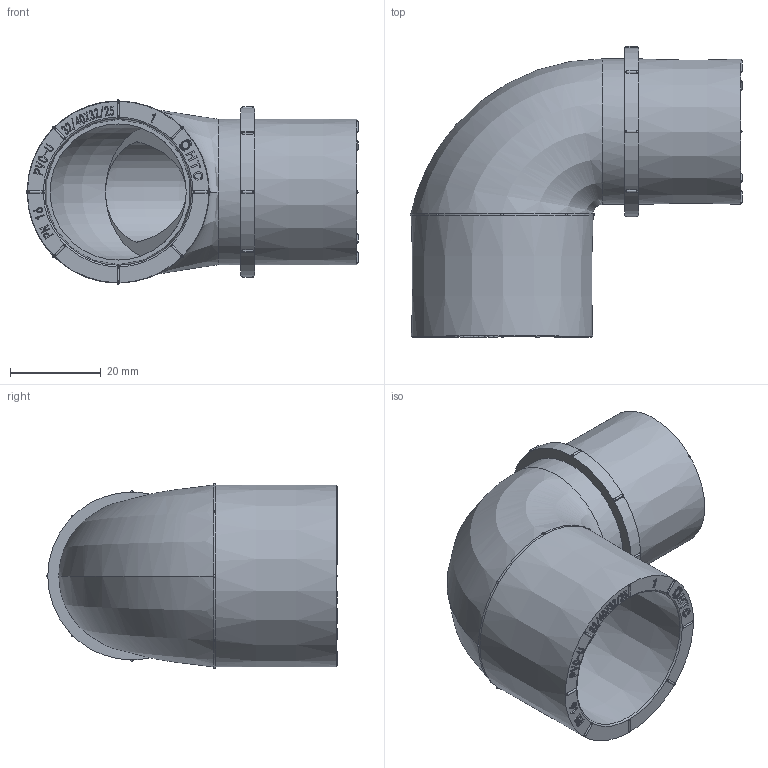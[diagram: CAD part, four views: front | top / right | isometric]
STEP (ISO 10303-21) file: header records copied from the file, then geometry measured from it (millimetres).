
FILE_DESCRIPTION(/* description */ (''),/* implementation_level */ '2;1');
FILE_NAME(/* name */ 'Z6G032025.stp',/* time_stamp */ '2025-04-08T16:20:13+08:00',/* author */ (''),/* organization */ (''),/* preprocessor_version */ 'ST-DEVELOPER v16.7',/* originating_system */ 'SIEMENS PLM Software NX 12.0',/* authorisation */ '');
FILE_SCHEMA (('AUTOMOTIVE_DESIGN { 1 0 10303 214 3 1 1 1 }'));
Length unit declared in the file: millimetre
Products named in the file (1): Admi1798C3ECdjs7
Bounding box: 73.16 x 64.15 x 40.61 mm (x, y, z)
Volume: 38928.1 mm3; surface area: 19087.8 mm2
Topology: 1 solids, 1 shells, 1205 faces, 3360 edges, 2141 vertices
Faces by surface type: plane 974, cylinder 122, sphere 64, bspline 22, cone 12, extrusion 7, revolution 2, torus 2
Full cylindrical faces by diameter (mm): 1.5 x1, 1.9 x1, 23 x1, 30 x1, 32.1 x1, 37 x1
Entity records: 44631 total; most frequent: CARTESIAN_POINT 17644, ORIENTED_EDGE 6534, DIRECTION 4149, EDGE_CURVE 3267, VERTEX_POINT 2137, B_SPLINE_CURVE_WITH_KNOTS 1830, AXIS2_PLACEMENT_3D 1518, EDGE_LOOP 1280
